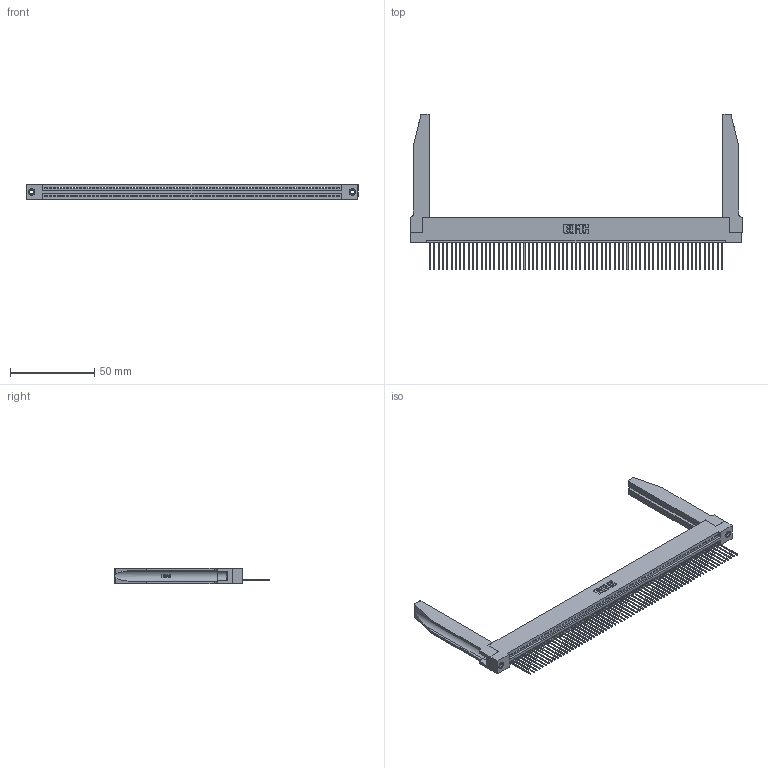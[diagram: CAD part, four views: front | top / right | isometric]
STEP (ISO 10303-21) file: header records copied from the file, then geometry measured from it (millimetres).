
FILE_DESCRIPTION (( 'STEP AP203' ), '1' );
FILE_NAME ('395-069-542-178.STEP', '2019-10-25T21:45:32', ( '' ), ( '' ), 'SwSTEP 2.0', 'SolidWorks 2016', '' );
FILE_SCHEMA (( 'CONFIG_CONTROL_DESIGN' ));
Length unit declared in the file: inch
Products named in the file (5): 395-069-542-178; 345-220-078_345-220-078; 345-292-001_345-293-142; 345 Part_Flush Mounting Lugs - 0.156 Dia-TH; 345-250-001_345-250-001-102
Assembly tree (74 placements, depth 2):
  395-069-542-178
    345 Part_Flush Mounting Lugs - 0.156 Dia-TH
    345-292-001_345-293-142  x69
    345-250-001_345-250-001-102  x2
    345-220-078_345-220-078  x2
Bounding box: 196.49 x 92.25 x 9.4 mm (x, y, z)
Volume: 26808.4 mm3; surface area: 33483.1 mm2
Topology: 74 solids, 74 shells, 4362 faces, 13093 edges, 8626 vertices
Faces by surface type: plane 2982, cylinder 1328, bspline 36, cone 12, torus 4
Entity records: 53054 total; most frequent: CARTESIAN_POINT 10086, ORIENTED_EDGE 8986, DIRECTION 7777, EDGE_CURVE 4493, LINE 3991, VECTOR 3991, VERTEX_POINT 2988, AXIS2_PLACEMENT_3D 1893
